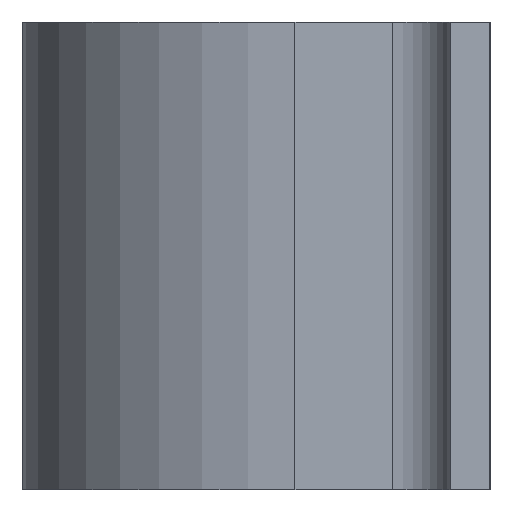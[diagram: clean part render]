
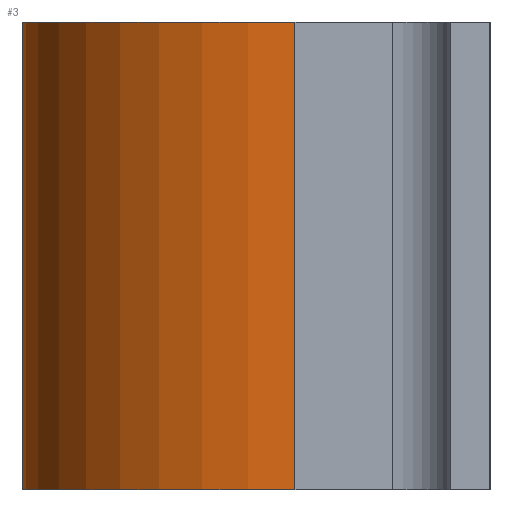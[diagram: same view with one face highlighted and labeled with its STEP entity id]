
A CAD part, left-side view. The second image highlights one B-rep face of the part: STEP entity #3.
In plain terms, the highlighted cylindrical face has radius 7 mm (diameter 14 mm), a partial arc.
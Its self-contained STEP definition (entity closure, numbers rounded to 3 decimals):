
#3 = ADVANCED_FACE ( 'NONE', ( #151 ), #572, .T. ) ;
#8 = ORIENTED_EDGE ( 'NONE', *, *, #317, .T. ) ;
#11 = LINE ( 'NONE', #643, #633 ) ;
#19 = CARTESIAN_POINT ( 'NONE',  ( 0., 5., -6. ) ) ;
#43 = DIRECTION ( 'NONE',  ( 0., 0., -1. ) ) ;
#88 = DIRECTION ( 'NONE',  ( 0., 0., -1. ) ) ;
#111 = CARTESIAN_POINT ( 'NONE',  ( 7., 5., 6. ) ) ;
#127 = CIRCLE ( 'NONE', #772, 7. ) ;
#131 = CARTESIAN_POINT ( 'NONE',  ( 7., 5., 6. ) ) ;
#151 = FACE_OUTER_BOUND ( 'NONE', #178, .T. ) ;
#168 = CARTESIAN_POINT ( 'NONE',  ( -7., 5., 6. ) ) ;
#170 = ORIENTED_EDGE ( 'NONE', *, *, #971, .F. ) ;
#178 = EDGE_LOOP ( 'NONE', ( #899, #170, #8, #809 ) ) ;
#229 = DIRECTION ( 'NONE',  ( -1., 0., 0. ) ) ;
#266 = VECTOR ( 'NONE', #645, 1000. ) ;
#317 = EDGE_CURVE ( 'NONE', #782, #812, #127, .T. ) ;
#322 = DIRECTION ( 'NONE',  ( 0., 0., -1. ) ) ;
#349 = CARTESIAN_POINT ( 'NONE',  ( 0., 5., 6. ) ) ;
#572 = CYLINDRICAL_SURFACE ( 'NONE', #791, 7. ) ;
#622 = AXIS2_PLACEMENT_3D ( 'NONE', #19, #88, #768 ) ;
#633 = VECTOR ( 'NONE', #43, 1000. ) ;
#643 = CARTESIAN_POINT ( 'NONE',  ( -7., 5., 6. ) ) ;
#645 = DIRECTION ( 'NONE',  ( 0., 0., -1. ) ) ;
#705 = EDGE_CURVE ( 'NONE', #979, #964, #977, .T. ) ;
#741 = CARTESIAN_POINT ( 'NONE',  ( 0., 5., 6. ) ) ;
#749 = LINE ( 'NONE', #111, #266 ) ;
#768 = DIRECTION ( 'NONE',  ( 1., 0., 0. ) ) ;
#770 = EDGE_CURVE ( 'NONE', #812, #964, #749, .T. ) ;
#772 = AXIS2_PLACEMENT_3D ( 'NONE', #349, #890, #997 ) ;
#782 = VERTEX_POINT ( 'NONE', #168 ) ;
#791 = AXIS2_PLACEMENT_3D ( 'NONE', #741, #322, #229 ) ;
#802 = CARTESIAN_POINT ( 'NONE',  ( 7., 5., -6. ) ) ;
#809 = ORIENTED_EDGE ( 'NONE', *, *, #770, .T. ) ;
#812 = VERTEX_POINT ( 'NONE', #131 ) ;
#890 = DIRECTION ( 'NONE',  ( 0., 0., -1. ) ) ;
#899 = ORIENTED_EDGE ( 'NONE', *, *, #705, .F. ) ;
#946 = CARTESIAN_POINT ( 'NONE',  ( -7., 5., -6. ) ) ;
#964 = VERTEX_POINT ( 'NONE', #802 ) ;
#971 = EDGE_CURVE ( 'NONE', #782, #979, #11, .T. ) ;
#977 = CIRCLE ( 'NONE', #622, 7. ) ;
#979 = VERTEX_POINT ( 'NONE', #946 ) ;
#997 = DIRECTION ( 'NONE',  ( 1., 0., 0. ) ) ;
